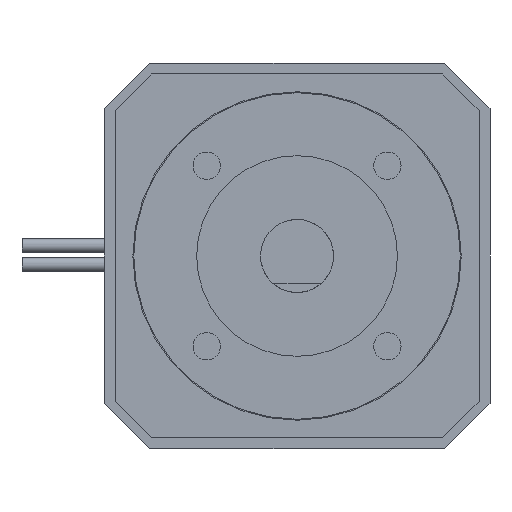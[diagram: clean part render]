
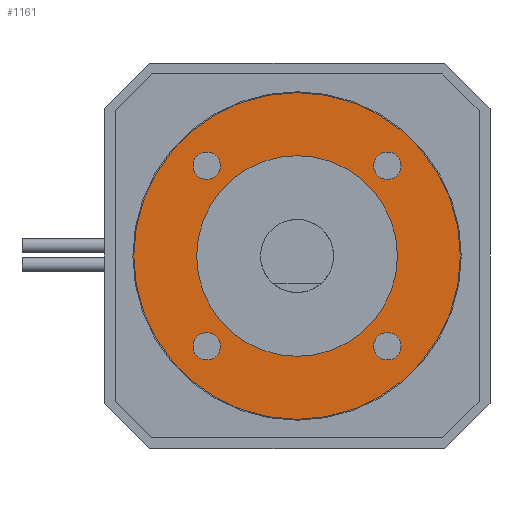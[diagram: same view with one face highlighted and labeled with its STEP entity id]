
A CAD part, left-side view. The second image highlights one B-rep face of the part: STEP entity #1161.
In plain terms, the highlighted planar face has unit normal (-1, 0, 0).
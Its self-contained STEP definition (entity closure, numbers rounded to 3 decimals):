
#25=FACE_BOUND('',#233,.T.);
#26=FACE_BOUND('',#234,.T.);
#27=FACE_BOUND('',#235,.T.);
#28=FACE_BOUND('',#236,.T.);
#29=FACE_BOUND('',#237,.T.);
#66=CIRCLE('',#1191,1.5);
#68=CIRCLE('',#1195,1.5);
#70=CIRCLE('',#1199,1.5);
#72=CIRCLE('',#1203,1.5);
#84=CIRCLE('',#1267,17.9);
#86=CIRCLE('',#1271,11.);
#153=FACE_OUTER_BOUND('',#232,.T.);
#232=EDGE_LOOP('',(#1024));
#233=EDGE_LOOP('',(#1025));
#234=EDGE_LOOP('',(#1026));
#235=EDGE_LOOP('',(#1027));
#236=EDGE_LOOP('',(#1028));
#237=EDGE_LOOP('',(#1029));
#495=VERTEX_POINT('',#1620);
#497=VERTEX_POINT('',#1627);
#499=VERTEX_POINT('',#1634);
#501=VERTEX_POINT('',#1641);
#585=VERTEX_POINT('',#1902);
#587=VERTEX_POINT('',#1909);
#598=EDGE_CURVE('',#495,#495,#66,.T.);
#601=EDGE_CURVE('',#497,#497,#68,.T.);
#604=EDGE_CURVE('',#499,#499,#70,.T.);
#607=EDGE_CURVE('',#501,#501,#72,.T.);
#733=EDGE_CURVE('',#585,#585,#84,.T.);
#735=EDGE_CURVE('',#587,#587,#86,.T.);
#1024=ORIENTED_EDGE('',*,*,#733,.T.);
#1025=ORIENTED_EDGE('',*,*,#598,.T.);
#1026=ORIENTED_EDGE('',*,*,#601,.T.);
#1027=ORIENTED_EDGE('',*,*,#604,.T.);
#1028=ORIENTED_EDGE('',*,*,#607,.T.);
#1029=ORIENTED_EDGE('',*,*,#735,.T.);
#1094=PLANE('',#1270);
#1161=ADVANCED_FACE('',(#153,#25,#26,#27,#28,#29),#1094,.F.);
#1191=AXIS2_PLACEMENT_3D('',#1621,#1306,#1307);
#1195=AXIS2_PLACEMENT_3D('',#1628,#1315,#1316);
#1199=AXIS2_PLACEMENT_3D('',#1635,#1324,#1325);
#1203=AXIS2_PLACEMENT_3D('',#1642,#1333,#1334);
#1267=AXIS2_PLACEMENT_3D('',#1904,#1575,#1576);
#1270=AXIS2_PLACEMENT_3D('',#1908,#1581,#1582);
#1271=AXIS2_PLACEMENT_3D('',#1910,#1583,#1584);
#1306=DIRECTION('center_axis',(1.,0.,0.));
#1307=DIRECTION('ref_axis',(0.,-1.,0.));
#1315=DIRECTION('center_axis',(1.,0.,0.));
#1316=DIRECTION('ref_axis',(0.,-1.,0.));
#1324=DIRECTION('center_axis',(1.,0.,0.));
#1325=DIRECTION('ref_axis',(0.,-1.,0.));
#1333=DIRECTION('center_axis',(1.,0.,0.));
#1334=DIRECTION('ref_axis',(0.,-1.,0.));
#1575=DIRECTION('center_axis',(-1.,0.,0.));
#1576=DIRECTION('ref_axis',(0.,0.,-1.));
#1581=DIRECTION('center_axis',(1.,0.,0.));
#1582=DIRECTION('ref_axis',(0.,0.,-1.));
#1583=DIRECTION('center_axis',(1.,0.,0.));
#1584=DIRECTION('ref_axis',(0.,0.,1.));
#1620=CARTESIAN_POINT('',(20.,-8.399,9.899));
#1621=CARTESIAN_POINT('Origin',(20.,-9.899,9.899));
#1627=CARTESIAN_POINT('',(20.,-8.399,-9.899));
#1628=CARTESIAN_POINT('Origin',(20.,-9.899,-9.899));
#1634=CARTESIAN_POINT('',(20.,11.399,9.899));
#1635=CARTESIAN_POINT('Origin',(20.,9.899,9.899));
#1641=CARTESIAN_POINT('',(20.,11.399,-9.899));
#1642=CARTESIAN_POINT('Origin',(20.,9.899,-9.899));
#1902=CARTESIAN_POINT('',(20.,0.,17.9));
#1904=CARTESIAN_POINT('Origin',(20.,0.,0.));
#1908=CARTESIAN_POINT('Origin',(20.,0.,0.));
#1909=CARTESIAN_POINT('',(20.,0.,-11.));
#1910=CARTESIAN_POINT('Origin',(20.,0.,0.));
